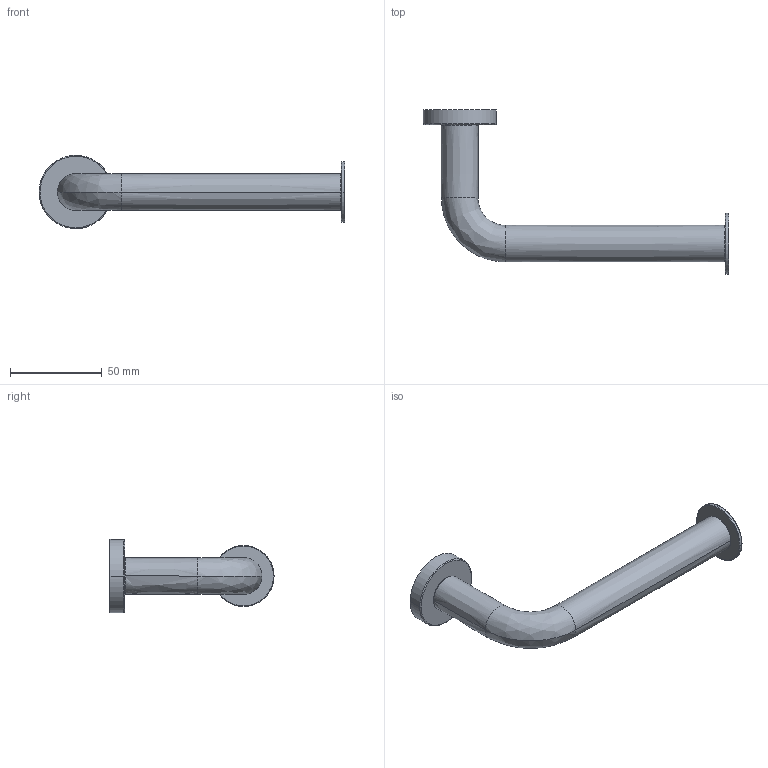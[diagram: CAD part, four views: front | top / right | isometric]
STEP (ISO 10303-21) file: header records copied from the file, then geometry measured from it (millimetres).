
FILE_DESCRIPTION(/* description */ (''),/* implementation_level */ '2;1');
FILE_NAME(/* name */ 'LI-PR014',/* time_stamp */ '2019-07-09T11:18:15+02:00',/* author */ (''),/* organization */ (''),/* preprocessor_version */ 'ST-DEVELOPER v15',/* originating_system */ '',/* authorisation */ '');
FILE_SCHEMA (('AUTOMOTIVE_DESIGN'));
Length unit declared in the file: millimetre
Products named in the file (1): Document
Bounding box: 167 x 89.63 x 39.95 mm (x, y, z)
Volume: 74466.2 mm3; surface area: 18563.5 mm2
Topology: 3 solids, 3 shells, 26 faces, 48 edges, 28 vertices
Faces by surface type: bspline 20, plane 6
Entity records: 1246 total; most frequent: CARTESIAN_POINT 947, ORIENTED_EDGE 92, EDGE_CURVE 46, ADVANCED_FACE 26, FACE_OUTER_BOUND 26, EDGE_LOOP 26, VERTEX_POINT 26, DIRECTION 12
